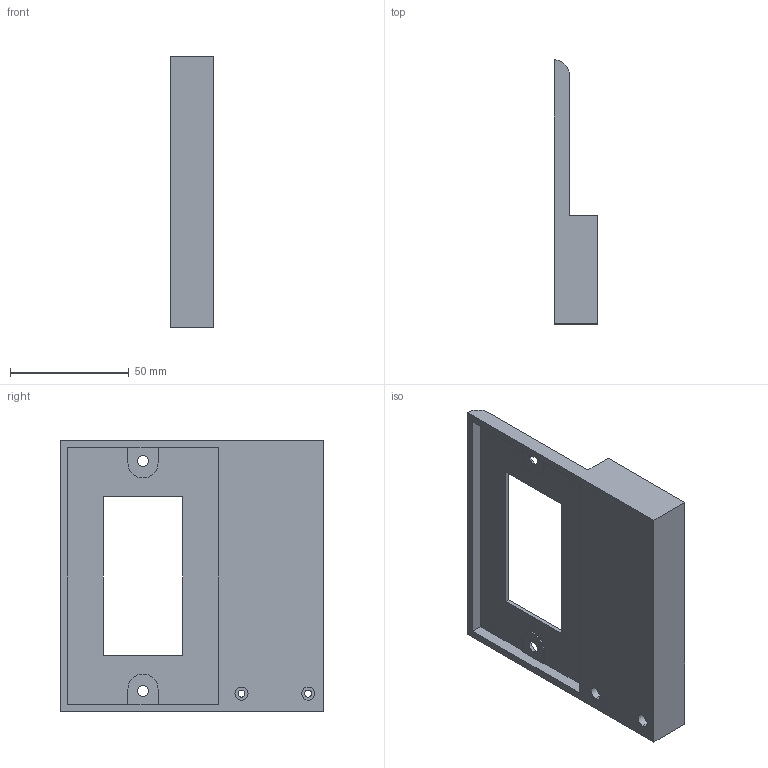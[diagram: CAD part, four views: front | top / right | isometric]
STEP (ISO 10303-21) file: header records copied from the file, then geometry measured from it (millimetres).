
FILE_DESCRIPTION (( 'STEP AP214' ), '1' );
FILE_NAME ('Base.STEP', '2025-12-12T08:26:01', ( '' ), ( '' ), 'SwSTEP 2.0', 'SolidWorks 2025', '' );
FILE_SCHEMA (( 'AUTOMOTIVE_DESIGN' ));
Length unit declared in the file: millimetre
Products named in the file (1): Base
Bounding box: 18.35 x 111.08 x 114.3 mm (x, y, z)
Volume: 47642.8 mm3; surface area: 32996.6 mm2
Topology: 1 solids, 1 shells, 58 faces, 153 edges, 102 vertices
Faces by surface type: plane 38, cylinder 16, cone 4
Entity records: 1844 total; most frequent: CARTESIAN_POINT 314, DIRECTION 311, ORIENTED_EDGE 306, EDGE_CURVE 153, LINE 113, VECTOR 113, VERTEX_POINT 102, AXIS2_PLACEMENT_3D 99
